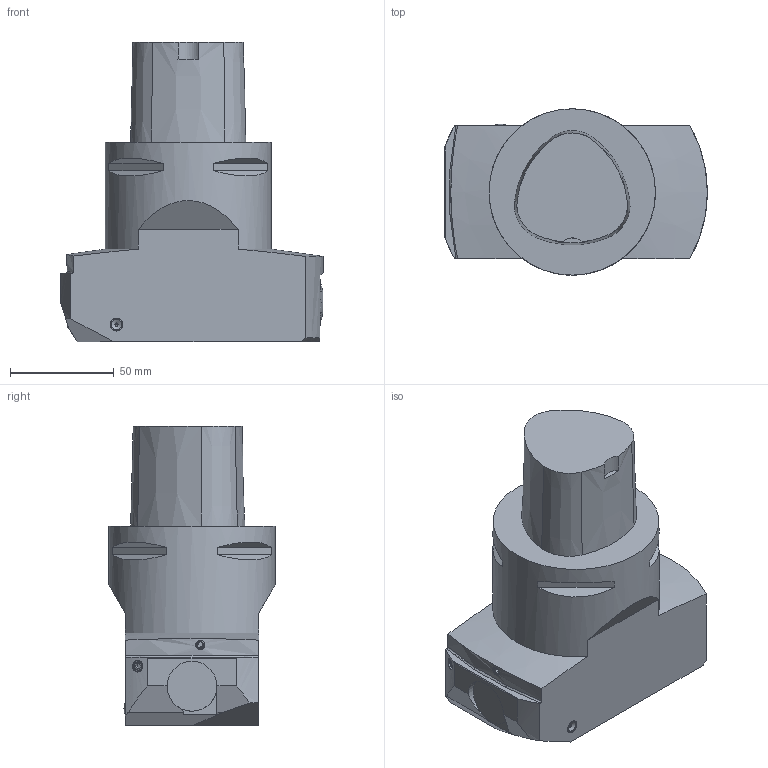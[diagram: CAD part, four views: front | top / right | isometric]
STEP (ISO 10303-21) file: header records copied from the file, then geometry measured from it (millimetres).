
FILE_DESCRIPTION(/* description */ (''),/* implementation_level */ '2;1');
FILE_NAME(/* name */ '1694596410382.stp',/* time_stamp */ '2023-09-13T11:13:37+02:00',/* author */ (''),/* organization */ ('SMS'),/* preprocessor_version */ 'ST-DEVELOPER v16.7',/* originating_system */ 'SIEMENS PLM Software NX 12.0',/* authorisation */ '');
FILE_SCHEMA (('AUTOMOTIVE_DESIGN { 1 0 10303 214 3 1 1 1 }'));
Length unit declared in the file: millimetre
Products named in the file (1): 111166810mod000_02
Bounding box: 126.39 x 80 x 144 mm (x, y, z)
Volume: 50341.9 mm3; surface area: 70656.8 mm2
Topology: 1 solids, 2 shells, 330 faces, 921 edges, 617 vertices
Faces by surface type: plane 280, cylinder 28, cone 18, sphere 3, torus 1
Full cylindrical faces by diameter (mm): 1.5 x1, 3.3 x1, 3.6 x1, 4.2 x1, 4.4 x1, 4.7 x1, 5.05 x1, 5.4 x1, 6 x1, 6.25 x1, 8 x1, 8.018 x1, 8.5 x1, 9.5 x1, 24 x2, 80 x1
Entity records: 10493 total; most frequent: CARTESIAN_POINT 2184, ORIENTED_EDGE 1746, DIRECTION 1609, EDGE_CURVE 873, LINE 651, VECTOR 651, VERTEX_POINT 595, AXIS2_PLACEMENT_3D 479
